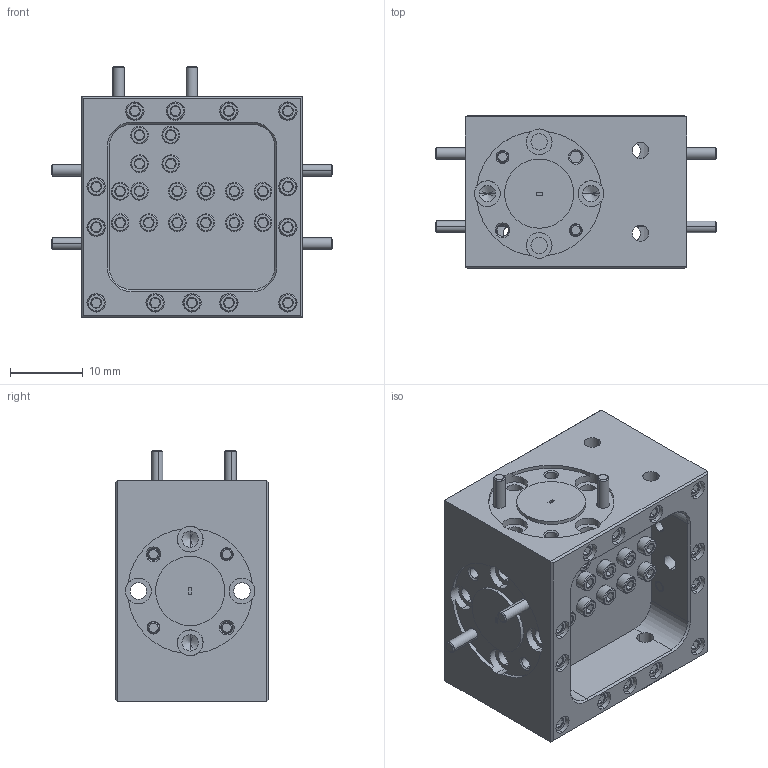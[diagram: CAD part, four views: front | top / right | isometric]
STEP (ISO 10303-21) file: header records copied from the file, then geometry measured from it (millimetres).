
FILE_DESCRIPTION (( 'STEP AP203' ), '1' );
FILE_NAME ('WD-SB-03-A.STEP', '2023-10-02T19:56:07', ( '' ), ( '' ), 'SwSTEP 2.0', 'SolidWorks 2021', '' );
FILE_SCHEMA (( 'CONFIG_CONTROL_DESIGN' ));
Length unit declared in the file: inch
Products named in the file (1): WD-SB-03-A
Bounding box: 38.73 x 21.16 x 34.61 mm (x, y, z)
Volume: 11504 mm3; surface area: 7602.6 mm2
Topology: 36 solids, 36 shells, 1081 faces, 2203 edges, 1280 vertices
Faces by surface type: plane 396, cone 389, cylinder 296
Entity records: 28876 total; most frequent: CARTESIAN_POINT 5886, DIRECTION 5125, ORIENTED_EDGE 4382, EDGE_CURVE 2191, AXIS2_PLACEMENT_3D 2073, VERTEX_POINT 1280, EDGE_LOOP 1227, ADVANCED_FACE 1081
